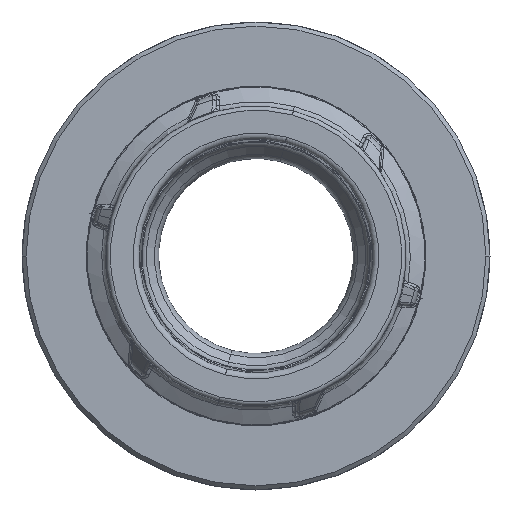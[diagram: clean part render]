
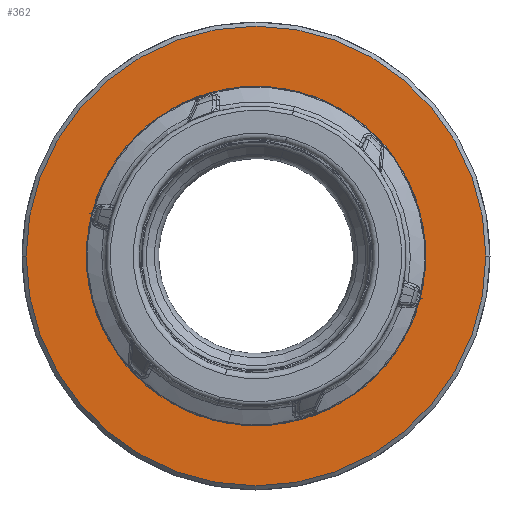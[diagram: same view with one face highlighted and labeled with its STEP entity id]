
A CAD part, front view. The second image highlights one B-rep face of the part: STEP entity #362.
In plain terms, the highlighted planar face has unit normal (0, -1, 0).
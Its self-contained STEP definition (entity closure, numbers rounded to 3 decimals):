
#362=ADVANCED_FACE('',(#997,#998),#999,.F.);
#997=FACE_OUTER_BOUND('',#1929,.T.);
#998=FACE_BOUND('',#1930,.T.);
#999=PLANE('',#1931);
#1929=EDGE_LOOP('',(#4613,#4614));
#1930=EDGE_LOOP('',(#4615,#4616));
#1931=AXIS2_PLACEMENT_3D('',#4617,#4618,#4619);
#4613=ORIENTED_EDGE('',*,*,#7041,.F.);
#4614=ORIENTED_EDGE('',*,*,#7033,.F.);
#4615=ORIENTED_EDGE('',*,*,#7042,.T.);
#4616=ORIENTED_EDGE('',*,*,#7037,.T.);
#4617=CARTESIAN_POINT('',(0.,0.,0.0));
#4618=DIRECTION('',(0.0,1.0,0.0));
#4619=DIRECTION('',(1.0,0.0,-0.0));
#7033=EDGE_CURVE('',#8122,#8124,#8125,.T.);
#7037=EDGE_CURVE('',#8131,#8128,#8132,.T.);
#7041=EDGE_CURVE('',#8124,#8122,#8137,.T.);
#7042=EDGE_CURVE('',#8128,#8131,#8138,.T.);
#8122=VERTEX_POINT('',#9764);
#8124=VERTEX_POINT('',#9767);
#8125=CIRCLE('',#9768,38.35);
#8128=VERTEX_POINT('',#9772);
#8131=VERTEX_POINT('',#9776);
#8132=CIRCLE('',#9777,28.325);
#8137=CIRCLE('',#9783,38.35);
#8138=CIRCLE('',#9784,28.325);
#9764=CARTESIAN_POINT('',(38.35,0.,0.));
#9767=CARTESIAN_POINT('',(-38.35,0.,0.));
#9768=AXIS2_PLACEMENT_3D('',#12278,#12279,#12280);
#9772=CARTESIAN_POINT('',(28.325,0.,0.));
#9776=CARTESIAN_POINT('',(-28.325,0.,0.));
#9777=AXIS2_PLACEMENT_3D('',#12283,#12284,#12285);
#9783=AXIS2_PLACEMENT_3D('',#12290,#12291,#12292);
#9784=AXIS2_PLACEMENT_3D('',#12293,#12294,#12295);
#12278=CARTESIAN_POINT('',(0.0,0.,0.0));
#12279=DIRECTION('',(-0.0,1.0,0.0));
#12280=DIRECTION('',(1.0,0.0,0.0));
#12283=CARTESIAN_POINT('',(0.0,0.,0.0));
#12284=DIRECTION('',(0.0,1.0,0.0));
#12285=DIRECTION('',(-1.0,0.0,0.0));
#12290=CARTESIAN_POINT('',(0.0,0.,0.0));
#12291=DIRECTION('',(-0.0,1.0,0.0));
#12292=DIRECTION('',(1.0,0.0,0.0));
#12293=CARTESIAN_POINT('',(0.0,0.,0.0));
#12294=DIRECTION('',(0.0,1.0,0.0));
#12295=DIRECTION('',(-1.0,0.0,0.0));
